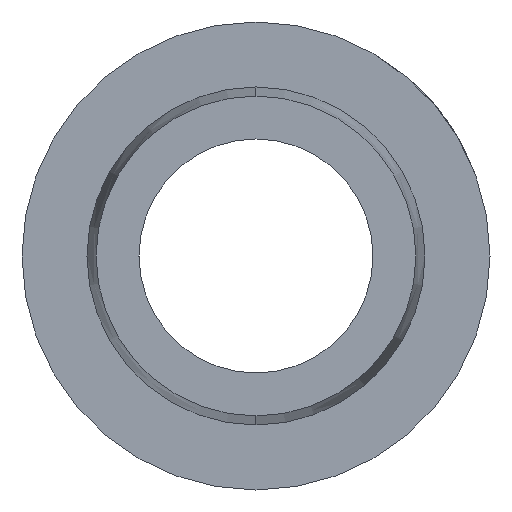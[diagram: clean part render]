
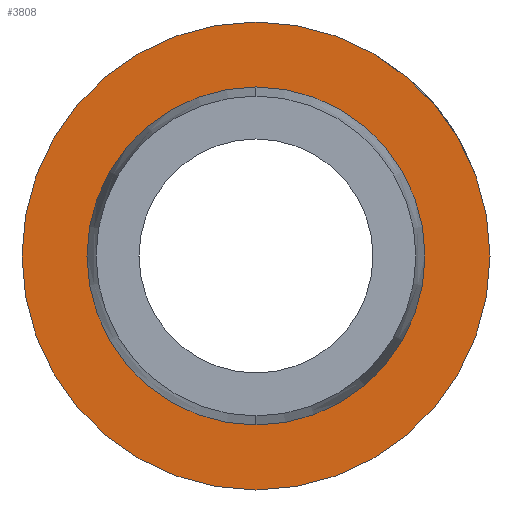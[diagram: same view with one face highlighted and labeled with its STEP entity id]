
A CAD part, left-side view. The second image highlights one B-rep face of the part: STEP entity #3808.
In plain terms, the highlighted planar face has unit normal (-1, 0, 0).
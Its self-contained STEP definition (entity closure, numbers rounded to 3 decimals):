
#29 = CARTESIAN_POINT ( 'NONE',  ( 15., 0., 0. ) ) ;
#86 = DIRECTION ( 'NONE',  ( 0., 0., 1. ) ) ;
#241 = AXIS2_PLACEMENT_3D ( 'NONE', #29, #1952, #86 ) ;
#283 = DIRECTION ( 'NONE',  ( 0., 0., 1. ) ) ;
#718 = AXIS2_PLACEMENT_3D ( 'NONE', #1246, #3515, #2078 ) ;
#778 = CARTESIAN_POINT ( 'NONE',  ( 15., 0., -9. ) ) ;
#818 = CARTESIAN_POINT ( 'NONE',  ( 15., 0., 0. ) ) ;
#852 = DIRECTION ( 'NONE',  ( 0., 0., 1. ) ) ;
#1184 = PLANE ( 'NONE',  #718 ) ;
#1210 = CARTESIAN_POINT ( 'NONE',  ( 15., 0., 6.5 ) ) ;
#1246 = CARTESIAN_POINT ( 'NONE',  ( 15., 6.5, 0. ) ) ;
#1358 = VERTEX_POINT ( 'NONE', #778 ) ;
#1381 = VERTEX_POINT ( 'NONE', #2154 ) ;
#1422 = CIRCLE ( 'NONE', #241, 9. ) ;
#1424 = DIRECTION ( 'NONE',  ( 0., 0., 1. ) ) ;
#1711 = CIRCLE ( 'NONE', #4050, 6.5 ) ;
#1741 = EDGE_LOOP ( 'NONE', ( #1830, #5957 ) ) ;
#1802 = AXIS2_PLACEMENT_3D ( 'NONE', #3473, #4486, #283 ) ;
#1830 = ORIENTED_EDGE ( 'NONE', *, *, #5893, .F. ) ;
#1952 = DIRECTION ( 'NONE',  ( -1., 0., 0. ) ) ;
#2078 = DIRECTION ( 'NONE',  ( 0., 0., -1. ) ) ;
#2130 = VERTEX_POINT ( 'NONE', #5040 ) ;
#2154 = CARTESIAN_POINT ( 'NONE',  ( 15., 0., 9. ) ) ;
#2428 = ORIENTED_EDGE ( 'NONE', *, *, #6016, .T. ) ;
#2692 = DIRECTION ( 'NONE',  ( -1., 0., 0. ) ) ;
#3096 = VERTEX_POINT ( 'NONE', #1210 ) ;
#3165 = CIRCLE ( 'NONE', #1802, 6.5 ) ;
#3172 = EDGE_LOOP ( 'NONE', ( #5950, #2428 ) ) ;
#3473 = CARTESIAN_POINT ( 'NONE',  ( 15., 0., 0. ) ) ;
#3515 = DIRECTION ( 'NONE',  ( 1., 0., 0. ) ) ;
#3608 = FACE_BOUND ( 'NONE', #1741, .T. ) ;
#3686 = CARTESIAN_POINT ( 'NONE',  ( 15., 0., 0. ) ) ;
#3808 = ADVANCED_FACE ( 'NONE', ( #3608, #5487 ), #1184, .F. ) ;
#4050 = AXIS2_PLACEMENT_3D ( 'NONE', #818, #2692, #852 ) ;
#4369 = EDGE_CURVE ( 'NONE', #2130, #3096, #3165, .T. ) ;
#4486 = DIRECTION ( 'NONE',  ( -1., 0., 0. ) ) ;
#4655 = AXIS2_PLACEMENT_3D ( 'NONE', #3686, #4703, #1424 ) ;
#4703 = DIRECTION ( 'NONE',  ( -1., 0., 0. ) ) ;
#5040 = CARTESIAN_POINT ( 'NONE',  ( 15., 0., -6.5 ) ) ;
#5487 = FACE_OUTER_BOUND ( 'NONE', #3172, .T. ) ;
#5650 = EDGE_CURVE ( 'NONE', #1381, #1358, #5820, .T. ) ;
#5820 = CIRCLE ( 'NONE', #4655, 9. ) ;
#5893 = EDGE_CURVE ( 'NONE', #3096, #2130, #1711, .T. ) ;
#5950 = ORIENTED_EDGE ( 'NONE', *, *, #5650, .T. ) ;
#5957 = ORIENTED_EDGE ( 'NONE', *, *, #4369, .F. ) ;
#6016 = EDGE_CURVE ( 'NONE', #1358, #1381, #1422, .T. ) ;
